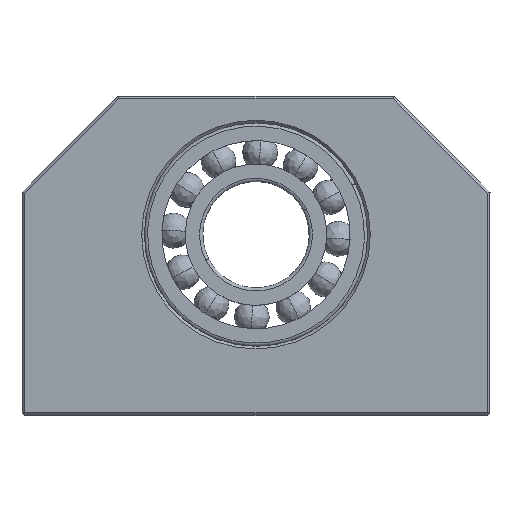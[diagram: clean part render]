
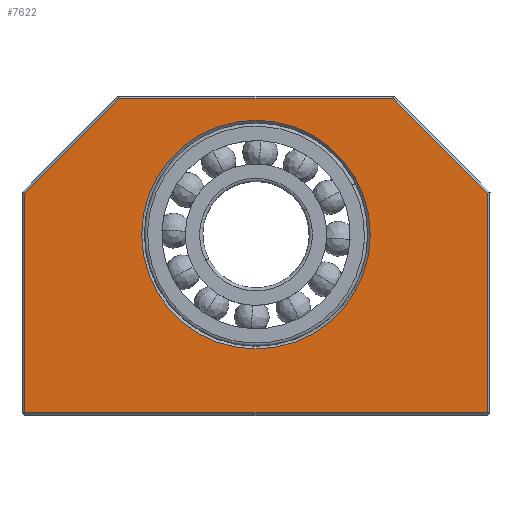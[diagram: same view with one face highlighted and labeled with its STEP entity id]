
A CAD part, top view. The second image highlights one B-rep face of the part: STEP entity #7622.
In plain terms, the highlighted planar face has unit normal (0, 0, 1).
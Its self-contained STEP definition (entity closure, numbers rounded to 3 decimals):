
#506 = CARTESIAN_POINT ( 'NONE',  ( 43.5, 41.793, 26. ) ) ;
#861 = DIRECTION ( 'NONE',  ( -0.707, -0.707, 0. ) ) ;
#1227 = CARTESIAN_POINT ( 'NONE',  ( -43.5, 41.793, 26. ) ) ;
#1464 = EDGE_LOOP ( 'NONE', ( #1999, #10146, #14230, #2871, #2448, #13934 ) ) ;
#1790 = LINE ( 'NONE', #12153, #6228 ) ;
#1855 = DIRECTION ( 'NONE',  ( 0., -1., 0. ) ) ;
#1902 = AXIS2_PLACEMENT_3D ( 'NONE', #11524, #9926, #8410 ) ;
#1999 = ORIENTED_EDGE ( 'NONE', *, *, #6787, .T. ) ;
#2349 = CARTESIAN_POINT ( 'NONE',  ( -25.793, 59.5, 26. ) ) ;
#2448 = ORIENTED_EDGE ( 'NONE', *, *, #7030, .T. ) ;
#2791 = VECTOR ( 'NONE', #3273, 1000. ) ;
#2871 = ORIENTED_EDGE ( 'NONE', *, *, #3264, .T. ) ;
#3208 = VECTOR ( 'NONE', #10829, 1000. ) ;
#3264 = EDGE_CURVE ( 'NONE', #12965, #14628, #7911, .T. ) ;
#3273 = DIRECTION ( 'NONE',  ( 1., 0., 0. ) ) ;
#3349 = CARTESIAN_POINT ( 'NONE',  ( -43.5, 30., 26. ) ) ;
#3831 = AXIS2_PLACEMENT_3D ( 'NONE', #7015, #5501, #3974 ) ;
#3849 = LINE ( 'NONE', #2349, #11823 ) ;
#3966 = CARTESIAN_POINT ( 'NONE',  ( -21.5, 34., 26. ) ) ;
#3974 = DIRECTION ( 'NONE',  ( 1., 0., 0. ) ) ;
#4230 = FACE_OUTER_BOUND ( 'NONE', #1464, .T. ) ;
#4345 = VECTOR ( 'NONE', #6075, 1000. ) ;
#4608 = FACE_BOUND ( 'NONE', #9485, .T. ) ;
#4653 = VERTEX_POINT ( 'NONE', #8785 ) ;
#4729 = ORIENTED_EDGE ( 'NONE', *, *, #10959, .F. ) ;
#4787 = CARTESIAN_POINT ( 'NONE',  ( 0., 0.5, 26. ) ) ;
#4857 = VERTEX_POINT ( 'NONE', #8057 ) ;
#5501 = DIRECTION ( 'NONE',  ( 0., 0., 1. ) ) ;
#6075 = DIRECTION ( 'NONE',  ( 0., 1., 0. ) ) ;
#6228 = VECTOR ( 'NONE', #10545, 1000. ) ;
#6787 = EDGE_CURVE ( 'NONE', #9049, #4653, #1790, .T. ) ;
#7015 = CARTESIAN_POINT ( 'NONE',  ( -43.5, 0.5, 26. ) ) ;
#7030 = EDGE_CURVE ( 'NONE', #14628, #4857, #7833, .T. ) ;
#7622 = ADVANCED_FACE ( 'NONE', ( #4608, #4230 ), #8539, .T. ) ;
#7623 = CARTESIAN_POINT ( 'NONE',  ( 43.5, 30., 26. ) ) ;
#7833 = LINE ( 'NONE', #4787, #2791 ) ;
#7911 = LINE ( 'NONE', #3349, #12636 ) ;
#8057 = CARTESIAN_POINT ( 'NONE',  ( 43.5, 0.5, 26. ) ) ;
#8334 = DIRECTION ( 'NONE',  ( 1., 0., 0. ) ) ;
#8410 = DIRECTION ( 'NONE',  ( 1., 0., 0. ) ) ;
#8446 = AXIS2_PLACEMENT_3D ( 'NONE', #11445, #9843, #8334 ) ;
#8539 = PLANE ( 'NONE',  #3831 ) ;
#8785 = CARTESIAN_POINT ( 'NONE',  ( 25.793, 59.5, 26. ) ) ;
#9049 = VERTEX_POINT ( 'NONE', #506 ) ;
#9122 = LINE ( 'NONE', #7623, #4345 ) ;
#9485 = EDGE_LOOP ( 'NONE', ( #4729, #14248 ) ) ;
#9752 = EDGE_CURVE ( 'NONE', #4857, #9049, #9122, .T. ) ;
#9804 = CARTESIAN_POINT ( 'NONE',  ( 21.5, 34., 26. ) ) ;
#9843 = DIRECTION ( 'NONE',  ( 0., 0., 1. ) ) ;
#9926 = DIRECTION ( 'NONE',  ( 0., 0., 1. ) ) ;
#10146 = ORIENTED_EDGE ( 'NONE', *, *, #11555, .T. ) ;
#10545 = DIRECTION ( 'NONE',  ( -0.707, 0.707, 0. ) ) ;
#10829 = DIRECTION ( 'NONE',  ( -1., 0., 0. ) ) ;
#10959 = EDGE_CURVE ( 'NONE', #11468, #14263, #11594, .T. ) ;
#11045 = CIRCLE ( 'NONE', #8446, 21.5 ) ;
#11445 = CARTESIAN_POINT ( 'NONE',  ( 0., 34., 26. ) ) ;
#11468 = VERTEX_POINT ( 'NONE', #9804 ) ;
#11524 = CARTESIAN_POINT ( 'NONE',  ( 0., 34., 26. ) ) ;
#11555 = EDGE_CURVE ( 'NONE', #4653, #14244, #14003, .T. ) ;
#11594 = CIRCLE ( 'NONE', #1902, 21.5 ) ;
#11823 = VECTOR ( 'NONE', #861, 1000. ) ;
#11826 = CARTESIAN_POINT ( 'NONE',  ( -43.5, 0.5, 26. ) ) ;
#12153 = CARTESIAN_POINT ( 'NONE',  ( 43.5, 41.793, 26. ) ) ;
#12408 = CARTESIAN_POINT ( 'NONE',  ( -25.793, 59.5, 26. ) ) ;
#12428 = CARTESIAN_POINT ( 'NONE',  ( 0., 59.5, 26. ) ) ;
#12636 = VECTOR ( 'NONE', #1855, 1000. ) ;
#12965 = VERTEX_POINT ( 'NONE', #1227 ) ;
#13270 = EDGE_CURVE ( 'NONE', #14244, #12965, #3849, .T. ) ;
#13934 = ORIENTED_EDGE ( 'NONE', *, *, #9752, .T. ) ;
#14003 = LINE ( 'NONE', #12428, #3208 ) ;
#14230 = ORIENTED_EDGE ( 'NONE', *, *, #13270, .T. ) ;
#14244 = VERTEX_POINT ( 'NONE', #12408 ) ;
#14248 = ORIENTED_EDGE ( 'NONE', *, *, #14466, .F. ) ;
#14263 = VERTEX_POINT ( 'NONE', #3966 ) ;
#14466 = EDGE_CURVE ( 'NONE', #14263, #11468, #11045, .T. ) ;
#14628 = VERTEX_POINT ( 'NONE', #11826 ) ;
